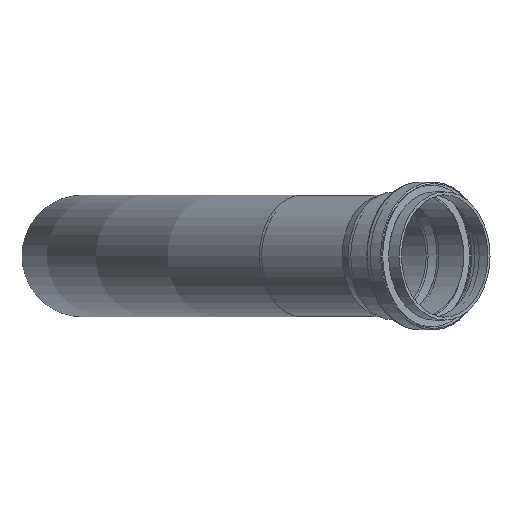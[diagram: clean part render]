
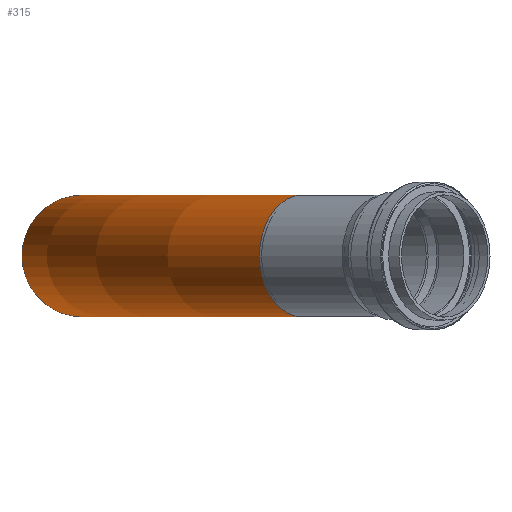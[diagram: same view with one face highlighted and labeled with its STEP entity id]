
A CAD part, left-side view. The second image highlights one B-rep face of the part: STEP entity #315.
In plain terms, the highlighted toroidal (fillet/blend) face has major radius 1000 mm and minor radius 80 mm.
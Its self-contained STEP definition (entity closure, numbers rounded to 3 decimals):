
#26=TOROIDAL_SURFACE('',#368,1000.,80.);
#44=FACE_OUTER_BOUND('',#68,.T.);
#68=EDGE_LOOP('',(#232,#233,#234,#235,#236));
#126=CIRCLE('',#369,80.);
#127=CIRCLE('',#370,80.);
#128=CIRCLE('',#371,920.);
#129=CIRCLE('',#372,80.);
#156=VERTEX_POINT('',#554);
#157=VERTEX_POINT('',#555);
#158=VERTEX_POINT('',#558);
#185=EDGE_CURVE('',#156,#157,#126,.T.);
#186=EDGE_CURVE('',#157,#156,#127,.T.);
#187=EDGE_CURVE('',#157,#158,#128,.T.);
#188=EDGE_CURVE('',#158,#158,#129,.T.);
#232=ORIENTED_EDGE('',*,*,#185,.F.);
#233=ORIENTED_EDGE('',*,*,#186,.F.);
#234=ORIENTED_EDGE('',*,*,#187,.T.);
#235=ORIENTED_EDGE('',*,*,#188,.F.);
#236=ORIENTED_EDGE('',*,*,#187,.F.);
#315=ADVANCED_FACE('',(#44),#26,.T.);
#368=AXIS2_PLACEMENT_3D('',#553,#435,#436);
#369=AXIS2_PLACEMENT_3D('',#556,#437,#438);
#370=AXIS2_PLACEMENT_3D('',#557,#439,#440);
#371=AXIS2_PLACEMENT_3D('',#559,#441,#442);
#372=AXIS2_PLACEMENT_3D('',#560,#443,#444);
#435=DIRECTION('center_axis',(0.,0.,-1.));
#436=DIRECTION('ref_axis',(-1.,0.,0.));
#437=DIRECTION('center_axis',(0.707,-0.707,0.));
#438=DIRECTION('ref_axis',(0.707,0.707,0.));
#439=DIRECTION('center_axis',(0.707,-0.707,0.));
#440=DIRECTION('ref_axis',(0.707,0.707,0.));
#441=DIRECTION('center_axis',(0.,0.,1.));
#442=DIRECTION('ref_axis',(-1.,0.,0.));
#443=DIRECTION('center_axis',(-0.707,-0.707,0.));
#444=DIRECTION('ref_axis',(0.707,-0.707,0.));
#553=CARTESIAN_POINT('Origin',(0.,0.,0.));
#554=CARTESIAN_POINT('',(763.675,763.675,0.));
#555=CARTESIAN_POINT('',(650.538,650.538,0.));
#556=CARTESIAN_POINT('Origin',(707.107,707.107,0.));
#557=CARTESIAN_POINT('Origin',(707.107,707.107,0.));
#558=CARTESIAN_POINT('',(-650.538,650.538,0.));
#559=CARTESIAN_POINT('Origin',(0.,0.,0.));
#560=CARTESIAN_POINT('Origin',(-707.107,707.107,0.));
